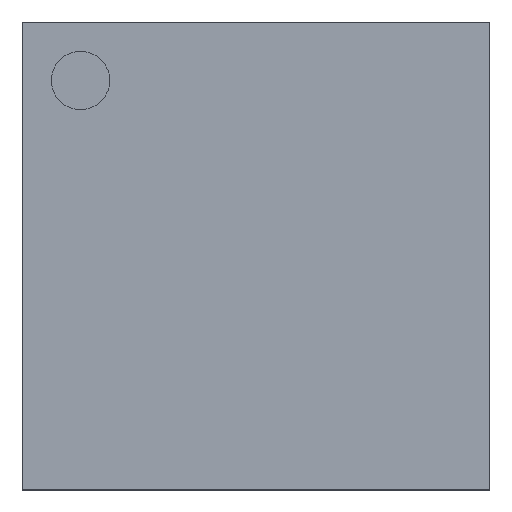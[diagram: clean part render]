
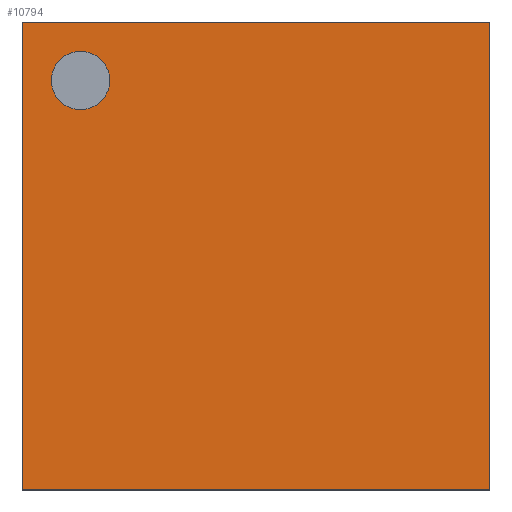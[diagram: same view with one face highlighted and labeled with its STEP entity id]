
A CAD part, top view. The second image highlights one B-rep face of the part: STEP entity #10794.
In plain terms, the highlighted planar face has unit normal (0, 0, 1).
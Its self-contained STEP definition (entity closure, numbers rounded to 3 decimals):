
#10605 = VERTEX_POINT('',#10606);
#10606 = CARTESIAN_POINT('',(-9.,-9.,2.4));
#10613 = PLANE('',#10614);
#10614 = AXIS2_PLACEMENT_3D('',#10615,#10616,#10617);
#10615 = CARTESIAN_POINT('',(-9.,-9.,0.54));
#10616 = DIRECTION('',(1.,0.,0.));
#10617 = DIRECTION('',(0.,0.,1.));
#10625 = PLANE('',#10626);
#10626 = AXIS2_PLACEMENT_3D('',#10627,#10628,#10629);
#10627 = CARTESIAN_POINT('',(-9.,-9.,0.54));
#10628 = DIRECTION('',(0.,1.,0.));
#10629 = DIRECTION('',(0.,0.,1.));
#10666 = VERTEX_POINT('',#10667);
#10667 = CARTESIAN_POINT('',(-9.,9.,2.4));
#10681 = PLANE('',#10682);
#10682 = AXIS2_PLACEMENT_3D('',#10683,#10684,#10685);
#10683 = CARTESIAN_POINT('',(-9.,9.,0.54));
#10684 = DIRECTION('',(0.,1.,0.));
#10685 = DIRECTION('',(0.,0.,1.));
#10693 = EDGE_CURVE('',#10605,#10666,#10694,.T.);
#10694 = SURFACE_CURVE('',#10695,(#10699,#10706),.PCURVE_S1.);
#10695 = LINE('',#10696,#10697);
#10696 = CARTESIAN_POINT('',(-9.,-9.,2.4));
#10697 = VECTOR('',#10698,1.);
#10698 = DIRECTION('',(0.,1.,0.));
#10699 = PCURVE('',#10613,#10700);
#10700 = DEFINITIONAL_REPRESENTATION('',(#10701),#10705);
#10701 = LINE('',#10702,#10703);
#10702 = CARTESIAN_POINT('',(1.86,0.));
#10703 = VECTOR('',#10704,1.);
#10704 = DIRECTION('',(0.,-1.));
#10705 = ( GEOMETRIC_REPRESENTATION_CONTEXT(2) 
PARAMETRIC_REPRESENTATION_CONTEXT() REPRESENTATION_CONTEXT('2D SPACE',''
  ) );
#10706 = PCURVE('',#10707,#10712);
#10707 = PLANE('',#10708);
#10708 = AXIS2_PLACEMENT_3D('',#10709,#10710,#10711);
#10709 = CARTESIAN_POINT('',(-9.,-9.,2.4));
#10710 = DIRECTION('',(0.,0.,1.));
#10711 = DIRECTION('',(1.,0.,0.));
#10712 = DEFINITIONAL_REPRESENTATION('',(#10713),#10717);
#10713 = LINE('',#10714,#10715);
#10714 = CARTESIAN_POINT('',(0.,0.));
#10715 = VECTOR('',#10716,1.);
#10716 = DIRECTION('',(0.,1.));
#10717 = ( GEOMETRIC_REPRESENTATION_CONTEXT(2) 
PARAMETRIC_REPRESENTATION_CONTEXT() REPRESENTATION_CONTEXT('2D SPACE',''
  ) );
#10746 = EDGE_CURVE('',#10605,#10747,#10749,.T.);
#10747 = VERTEX_POINT('',#10748);
#10748 = CARTESIAN_POINT('',(9.,-9.,2.4));
#10749 = SURFACE_CURVE('',#10750,(#10754,#10761),.PCURVE_S1.);
#10750 = LINE('',#10751,#10752);
#10751 = CARTESIAN_POINT('',(-9.,-9.,2.4));
#10752 = VECTOR('',#10753,1.);
#10753 = DIRECTION('',(1.,0.,0.));
#10754 = PCURVE('',#10625,#10755);
#10755 = DEFINITIONAL_REPRESENTATION('',(#10756),#10760);
#10756 = LINE('',#10757,#10758);
#10757 = CARTESIAN_POINT('',(1.86,0.));
#10758 = VECTOR('',#10759,1.);
#10759 = DIRECTION('',(0.,1.));
#10760 = ( GEOMETRIC_REPRESENTATION_CONTEXT(2) 
PARAMETRIC_REPRESENTATION_CONTEXT() REPRESENTATION_CONTEXT('2D SPACE',''
  ) );
#10761 = PCURVE('',#10707,#10762);
#10762 = DEFINITIONAL_REPRESENTATION('',(#10763),#10767);
#10763 = LINE('',#10764,#10765);
#10764 = CARTESIAN_POINT('',(0.,0.));
#10765 = VECTOR('',#10766,1.);
#10766 = DIRECTION('',(1.,0.));
#10767 = ( GEOMETRIC_REPRESENTATION_CONTEXT(2) 
PARAMETRIC_REPRESENTATION_CONTEXT() REPRESENTATION_CONTEXT('2D SPACE',''
  ) );
#10783 = PLANE('',#10784);
#10784 = AXIS2_PLACEMENT_3D('',#10785,#10786,#10787);
#10785 = CARTESIAN_POINT('',(9.,-9.,0.54));
#10786 = DIRECTION('',(1.,0.,0.));
#10787 = DIRECTION('',(0.,0.,1.));
#10794 = ADVANCED_FACE('',(#10795,#10843),#10707,.T.);
#10795 = FACE_BOUND('',#10796,.T.);
#10796 = EDGE_LOOP('',(#10797,#10798,#10799,#10822));
#10797 = ORIENTED_EDGE('',*,*,#10693,.F.);
#10798 = ORIENTED_EDGE('',*,*,#10746,.T.);
#10799 = ORIENTED_EDGE('',*,*,#10800,.T.);
#10800 = EDGE_CURVE('',#10747,#10801,#10803,.T.);
#10801 = VERTEX_POINT('',#10802);
#10802 = CARTESIAN_POINT('',(9.,9.,2.4));
#10803 = SURFACE_CURVE('',#10804,(#10808,#10815),.PCURVE_S1.);
#10804 = LINE('',#10805,#10806);
#10805 = CARTESIAN_POINT('',(9.,-9.,2.4));
#10806 = VECTOR('',#10807,1.);
#10807 = DIRECTION('',(0.,1.,0.));
#10808 = PCURVE('',#10707,#10809);
#10809 = DEFINITIONAL_REPRESENTATION('',(#10810),#10814);
#10810 = LINE('',#10811,#10812);
#10811 = CARTESIAN_POINT('',(18.,0.));
#10812 = VECTOR('',#10813,1.);
#10813 = DIRECTION('',(0.,1.));
#10814 = ( GEOMETRIC_REPRESENTATION_CONTEXT(2) 
PARAMETRIC_REPRESENTATION_CONTEXT() REPRESENTATION_CONTEXT('2D SPACE',''
  ) );
#10815 = PCURVE('',#10783,#10816);
#10816 = DEFINITIONAL_REPRESENTATION('',(#10817),#10821);
#10817 = LINE('',#10818,#10819);
#10818 = CARTESIAN_POINT('',(1.86,0.));
#10819 = VECTOR('',#10820,1.);
#10820 = DIRECTION('',(0.,-1.));
#10821 = ( GEOMETRIC_REPRESENTATION_CONTEXT(2) 
PARAMETRIC_REPRESENTATION_CONTEXT() REPRESENTATION_CONTEXT('2D SPACE',''
  ) );
#10822 = ORIENTED_EDGE('',*,*,#10823,.F.);
#10823 = EDGE_CURVE('',#10666,#10801,#10824,.T.);
#10824 = SURFACE_CURVE('',#10825,(#10829,#10836),.PCURVE_S1.);
#10825 = LINE('',#10826,#10827);
#10826 = CARTESIAN_POINT('',(-9.,9.,2.4));
#10827 = VECTOR('',#10828,1.);
#10828 = DIRECTION('',(1.,0.,0.));
#10829 = PCURVE('',#10707,#10830);
#10830 = DEFINITIONAL_REPRESENTATION('',(#10831),#10835);
#10831 = LINE('',#10832,#10833);
#10832 = CARTESIAN_POINT('',(0.,18.));
#10833 = VECTOR('',#10834,1.);
#10834 = DIRECTION('',(1.,0.));
#10835 = ( GEOMETRIC_REPRESENTATION_CONTEXT(2) 
PARAMETRIC_REPRESENTATION_CONTEXT() REPRESENTATION_CONTEXT('2D SPACE',''
  ) );
#10836 = PCURVE('',#10681,#10837);
#10837 = DEFINITIONAL_REPRESENTATION('',(#10838),#10842);
#10838 = LINE('',#10839,#10840);
#10839 = CARTESIAN_POINT('',(1.86,0.));
#10840 = VECTOR('',#10841,1.);
#10841 = DIRECTION('',(0.,1.));
#10842 = ( GEOMETRIC_REPRESENTATION_CONTEXT(2) 
PARAMETRIC_REPRESENTATION_CONTEXT() REPRESENTATION_CONTEXT('2D SPACE',''
  ) );
#10843 = FACE_BOUND('',#10844,.T.);
#10844 = EDGE_LOOP('',(#10845));
#10845 = ORIENTED_EDGE('',*,*,#10846,.F.);
#10846 = EDGE_CURVE('',#10847,#10847,#10849,.T.);
#10847 = VERTEX_POINT('',#10848);
#10848 = CARTESIAN_POINT('',(-5.625,6.75,2.4));
#10849 = SURFACE_CURVE('',#10850,(#10855,#10862),.PCURVE_S1.);
#10850 = CIRCLE('',#10851,1.125);
#10851 = AXIS2_PLACEMENT_3D('',#10852,#10853,#10854);
#10852 = CARTESIAN_POINT('',(-6.75,6.75,2.4));
#10853 = DIRECTION('',(0.,0.,1.));
#10854 = DIRECTION('',(1.,0.,0.));
#10855 = PCURVE('',#10707,#10856);
#10856 = DEFINITIONAL_REPRESENTATION('',(#10857),#10861);
#10857 = CIRCLE('',#10858,1.125);
#10858 = AXIS2_PLACEMENT_2D('',#10859,#10860);
#10859 = CARTESIAN_POINT('',(2.25,15.75));
#10860 = DIRECTION('',(1.,0.));
#10861 = ( GEOMETRIC_REPRESENTATION_CONTEXT(2) 
PARAMETRIC_REPRESENTATION_CONTEXT() REPRESENTATION_CONTEXT('2D SPACE',''
  ) );
#10862 = PCURVE('',#10863,#10868);
#10863 = CYLINDRICAL_SURFACE('',#10864,1.125);
#10864 = AXIS2_PLACEMENT_3D('',#10865,#10866,#10867);
#10865 = CARTESIAN_POINT('',(-6.75,6.75,2.16));
#10866 = DIRECTION('',(0.,0.,1.));
#10867 = DIRECTION('',(1.,0.,0.));
#10868 = DEFINITIONAL_REPRESENTATION('',(#10869),#10873);
#10869 = LINE('',#10870,#10871);
#10870 = CARTESIAN_POINT('',(0.,0.24));
#10871 = VECTOR('',#10872,1.);
#10872 = DIRECTION('',(1.,0.));
#10873 = ( GEOMETRIC_REPRESENTATION_CONTEXT(2) 
PARAMETRIC_REPRESENTATION_CONTEXT() REPRESENTATION_CONTEXT('2D SPACE',''
  ) );
